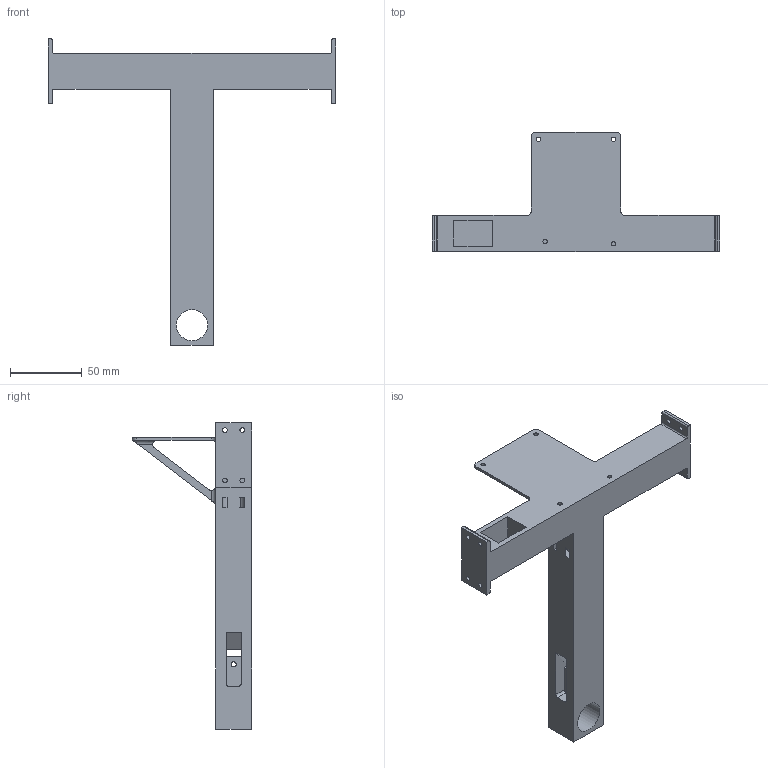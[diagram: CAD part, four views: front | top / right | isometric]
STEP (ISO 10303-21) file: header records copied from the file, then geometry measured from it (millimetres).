
FILE_DESCRIPTION(/* description */ ('STEP AP242','CAx-IF Rec.Pracs.---Representation and Presentation of Product Manufacturing Information (PMI)---4.0---2014-10-13','CAx-IF Rec.Pracs.---3D Tessellated Geometry---0.4---2014-09-14','2;1'),/* implementation_level */ '2;1');
FILE_NAME(/* name */ 'Assembly - end_cap_center',/* time_stamp */ '2025-05-01T17:21:17Z',/* author */ (''),/* organization */ (''),/* preprocessor_version */ 'ST-DEVELOPER v20',/* originating_system */ 'ONSHAPE BY PTC INC, 1.197',/* authorisation */ ' ');
FILE_SCHEMA (('AP242_MANAGED_MODEL_BASED_3D_ENGINEERING_MIM_LF { 1 0 10303 442 1 1 4 }'));
Length unit declared in the file: metre
Products named in the file (1): end_cap_center
Bounding box: 200 x 82.8 x 212.8 mm (x, y, z)
Volume: 239692.3 mm3; surface area: 56715.5 mm2
Topology: 1 solids, 1 shells, 95 faces, 268 edges, 179 vertices
Faces by surface type: plane 49, cylinder 46
Full cylindrical faces by diameter (mm): 3 x4, 3.264 x8, 3.581 x3, 21.709 x1
Entity records: 3061 total; most frequent: DIRECTION 529, CARTESIAN_POINT 517, ORIENTED_EDGE 494, EDGE_CURVE 247, AXIS2_PLACEMENT_3D 186, VERTEX_POINT 174, LINE 157, VECTOR 157
